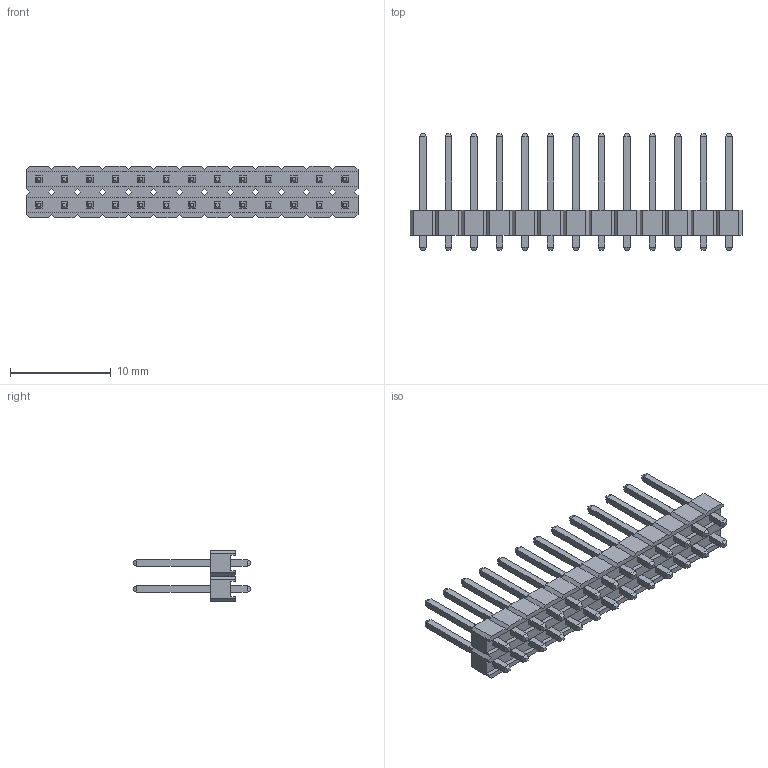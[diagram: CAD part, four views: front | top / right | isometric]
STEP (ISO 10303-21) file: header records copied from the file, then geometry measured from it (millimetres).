
FILE_DESCRIPTION (( 'STEP AP214' ), '1' );
FILE_NAME ('0_13_WA0330195237787.step', '2006-03-31T00:52:41', ( 'sysAdmin' ), ( 'SolidWorks' ), 'SwSTEP 2.0', 'SolidWorks 2006079', '' );
FILE_SCHEMA (( 'AUTOMOTIVE_DESIGN' ));
Length unit declared in the file: millimetre
Products named in the file (1): 0_13_WA0330195237787
Bounding box: 33.02 x 11.6 x 5.08 mm (x, y, z)
Volume: 464.9 mm3; surface area: 1260.1 mm2
Topology: 1 solids, 1 shells, 612 faces, 1466 edges, 908 vertices
Faces by surface type: plane 612
Entity records: 18741 total; most frequent: CARTESIAN_POINT 2987, ORIENTED_EDGE 2932, DIRECTION 2692, EDGE_CURVE 1466, VECTOR 1466, LINE 1466, VERTEX_POINT 908, EDGE_LOOP 688
